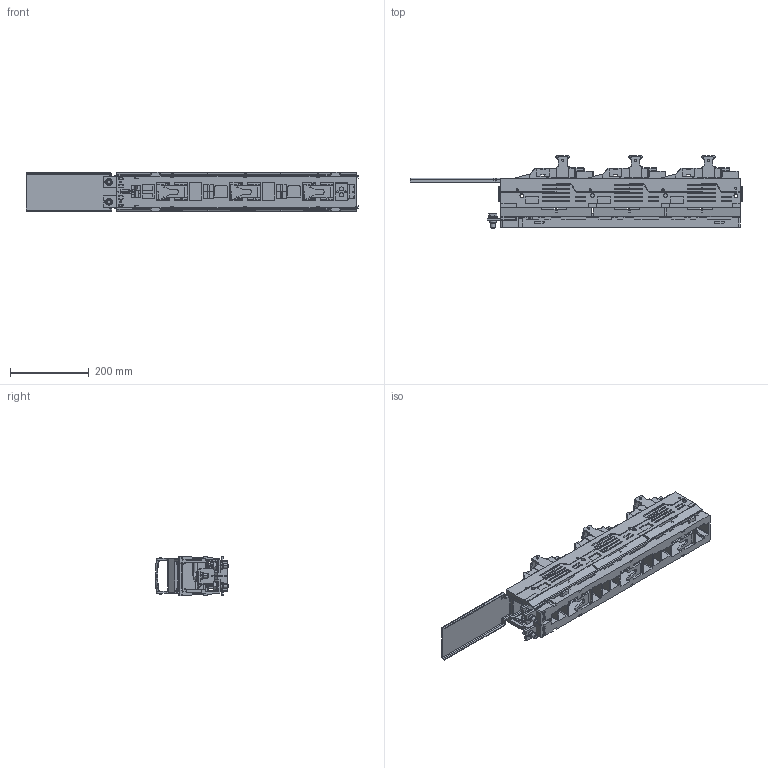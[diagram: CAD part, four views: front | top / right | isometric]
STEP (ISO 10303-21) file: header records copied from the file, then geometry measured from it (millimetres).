
FILE_DESCRIPTION (( 'STEP AP203' ), '1' );
FILE_NAME ('ARS 3-1-M 630A Ó.STEP', '2022-10-14T17:37:00', ( '' ), ( '' ), 'SwSTEP 2.0', 'SolidWorks 2018', '' );
FILE_SCHEMA (( 'CONFIG_CONTROL_DESIGN' ));
Products named in the file (1): ARS 3-1-M 630A Ó
Bounding box: 842.5 x 184.24 x 99.55 mm (x, y, z)
Surface area: 901526 mm2 (no closed solid volume)
Topology: 0 solids, 71 shells, 2257 faces, 9004 edges, 6648 vertices
Faces by surface type: plane 1290, cylinder 759, bspline 74, sphere 59, cone 40, torus 35
Entity records: 103188 total; most frequent: CARTESIAN_POINT 29509, DIRECTION 14974, ORIENTED_EDGE 13931, EDGE_CURVE 8981, VERTEX_POINT 6648, VECTOR 6428, LINE 6428, AXIS2_PLACEMENT_3D 4273
